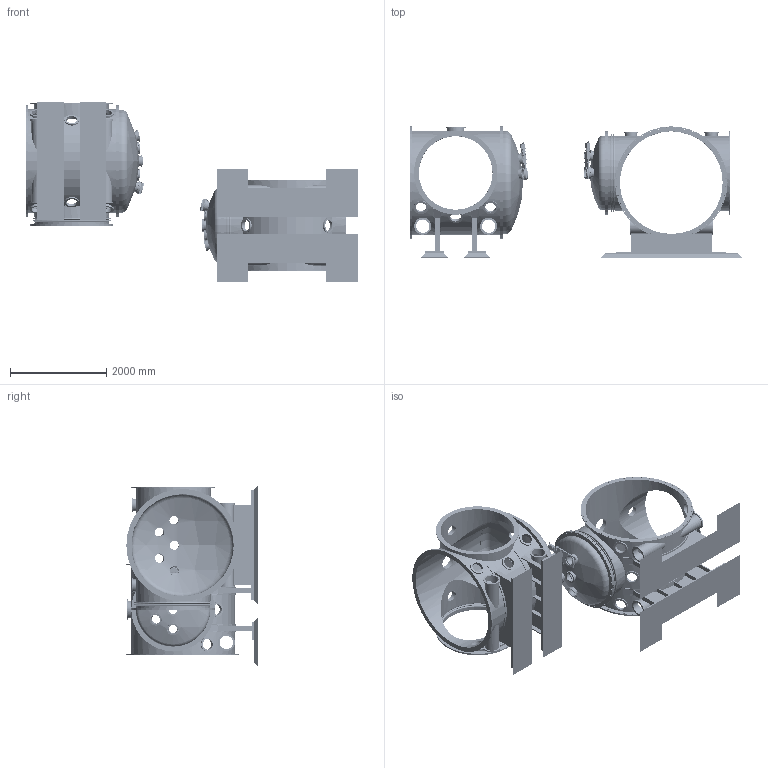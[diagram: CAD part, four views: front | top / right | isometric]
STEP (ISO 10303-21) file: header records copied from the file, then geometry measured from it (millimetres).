
FILE_DESCRIPTION (( 'STEP AP214' ), '1' );
FILE_NAME ('D2000591-LLO.STEP', '2020-11-19T13:11:42', ( '' ), ( '' ), 'SwSTEP 2.0', 'SolidWorks 2020', '' );
FILE_SCHEMA (( 'AUTOMOTIVE_DESIGN' ));
Length unit declared in the file: millimetre
Products named in the file (11): 10846-UE01 ; D2000381 A+, VE, HAM7-L1, 60in Door_A+ (WITHOUT CF); D1900270 A+ VE HAM7-L1, Vacuum Equipment Assembly_Full Complete; D2000591-LLO; D060160-HAM_Shell_Weldment_ICD_A+; D0900457 AdvLIGO VE HAM5-L1, Vacuum Equipment Assembly_Simplified; D1900494 aLIGO, VE, HAM5-L1, 84in DOOR; D1900494 aLIGO, VE, HAM5-L1, 85in DOOR_84" HAM DOOR COVER WELDMENT<As Welded>; D060160-HAM_Shell_Weldment_ICD_Simplified; D2000381 A+, VE, HAM7-L1, 60in Door_180ø Elevation Side; D1900274 A+ SYS HAM7-L1 Top Level Chamber Assembly_VAC. EQUIP. ONLY
Assembly tree (11 placements, depth 5):
  D2000591-LLO
    D1900274 A+ SYS HAM7-L1 Top Level Chamber Assembly_VAC. EQUIP. ONLY
      D1900270 A+ VE HAM7-L1, Vacuum Equipment Assembly_Full Complete
        D060160-HAM_Shell_Weldment_ICD_A+
        D2000381 A+, VE, HAM7-L1, 60in Door_180ø Elevation Side
          D2000381 A+, VE, HAM7-L1, 60in Door_A+ (WITHOUT CF)
    D0900457 AdvLIGO VE HAM5-L1, Vacuum Equipment Assembly_Simplified
      D060160-HAM_Shell_Weldment_ICD_Simplified
      D1900494 aLIGO, VE, HAM5-L1, 84in DOOR
        D1900494 aLIGO, VE, HAM5-L1, 85in DOOR_84" HAM DOOR COVER WELDMENT<As Welded>
    10846-UE01   x2
Bounding box: 6915.16 x 2733.57 x 3740.07 mm (x, y, z)
Volume: 1333717313.9 mm3; surface area: 116816213.8 mm2
Topology: 94 solids, 118 shells, 6010 faces, 15580 edges, 9945 vertices
Faces by surface type: cylinder 2354, plane 2273, cone 933, bspline 358, torus 68, sphere 24
Entity records: 175884 total; most frequent: CARTESIAN_POINT 43728, DIRECTION 22615, ORIENTED_EDGE 21238, EDGE_CURVE 10619, AXIS2_PLACEMENT_3D 8556, VERTEX_POINT 6860, EDGE_LOOP 5529, LINE 5503
